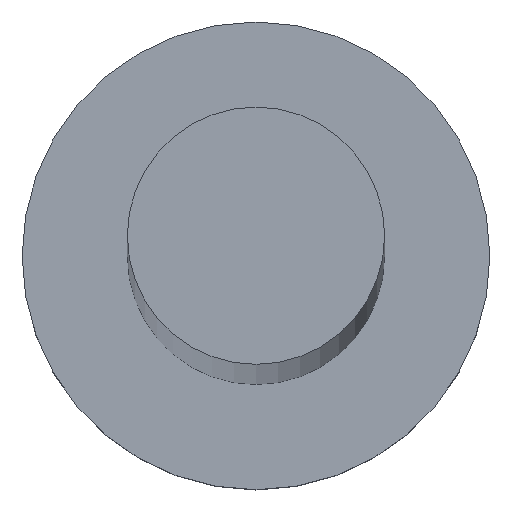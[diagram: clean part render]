
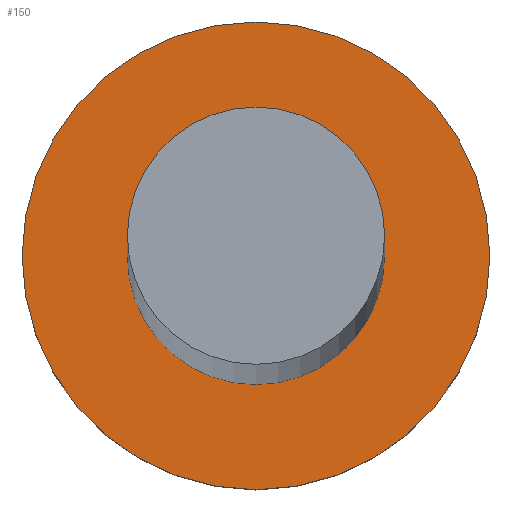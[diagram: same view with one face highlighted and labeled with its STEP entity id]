
A CAD part, top view. The second image highlights one B-rep face of the part: STEP entity #150.
In plain terms, the highlighted planar face has unit normal (0, 0, 1).
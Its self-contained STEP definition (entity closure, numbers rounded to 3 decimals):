
#6 = AXIS2_PLACEMENT_3D ( 'NONE', #67, #105, #214 ) ;
#7 = EDGE_LOOP ( 'NONE', ( #91, #163 ) ) ;
#11 = CARTESIAN_POINT ( 'NONE',  ( 2.75, 0., 3. ) ) ;
#13 = AXIS2_PLACEMENT_3D ( 'NONE', #246, #145, #184 ) ;
#16 = CIRCLE ( 'NONE', #56, 2.75 ) ;
#17 = FACE_BOUND ( 'NONE', #7, .T. ) ;
#21 = DIRECTION ( 'NONE',  ( 1., 0., 0. ) ) ;
#26 = CIRCLE ( 'NONE', #225, 5. ) ;
#34 = EDGE_CURVE ( 'NONE', #196, #72, #240, .T. ) ;
#56 = AXIS2_PLACEMENT_3D ( 'NONE', #191, #115, #102 ) ;
#67 = CARTESIAN_POINT ( 'NONE',  ( 0., 0., 3. ) ) ;
#72 = VERTEX_POINT ( 'NONE', #112 ) ;
#80 = CARTESIAN_POINT ( 'NONE',  ( 0., 0., 3. ) ) ;
#91 = ORIENTED_EDGE ( 'NONE', *, *, #130, .F. ) ;
#93 = CARTESIAN_POINT ( 'NONE',  ( -2.75, 0., 3. ) ) ;
#102 = DIRECTION ( 'NONE',  ( 1., 0., 0. ) ) ;
#103 = FACE_OUTER_BOUND ( 'NONE', #126, .T. ) ;
#105 = DIRECTION ( 'NONE',  ( 0., 0., 1. ) ) ;
#108 = AXIS2_PLACEMENT_3D ( 'NONE', #188, #136, #21 ) ;
#112 = CARTESIAN_POINT ( 'NONE',  ( 5., 0., 3. ) ) ;
#115 = DIRECTION ( 'NONE',  ( 0., 0., 1. ) ) ;
#122 = VERTEX_POINT ( 'NONE', #11 ) ;
#125 = VERTEX_POINT ( 'NONE', #93 ) ;
#126 = EDGE_LOOP ( 'NONE', ( #236, #179 ) ) ;
#130 = EDGE_CURVE ( 'NONE', #125, #122, #192, .T. ) ;
#135 = PLANE ( 'NONE',  #108 ) ;
#136 = DIRECTION ( 'NONE',  ( 0., 0., 1. ) ) ;
#145 = DIRECTION ( 'NONE',  ( 0., 0., 1. ) ) ;
#150 = ADVANCED_FACE ( 'NONE', ( #17, #103 ), #135, .T. ) ;
#155 = DIRECTION ( 'NONE',  ( 0., 0., 1. ) ) ;
#163 = ORIENTED_EDGE ( 'NONE', *, *, #199, .F. ) ;
#179 = ORIENTED_EDGE ( 'NONE', *, *, #248, .T. ) ;
#184 = DIRECTION ( 'NONE',  ( 1., 0., 0. ) ) ;
#188 = CARTESIAN_POINT ( 'NONE',  ( 0., 0., 3. ) ) ;
#191 = CARTESIAN_POINT ( 'NONE',  ( 0., 0., 3. ) ) ;
#192 = CIRCLE ( 'NONE', #13, 2.75 ) ;
#196 = VERTEX_POINT ( 'NONE', #226 ) ;
#199 = EDGE_CURVE ( 'NONE', #122, #125, #16, .T. ) ;
#214 = DIRECTION ( 'NONE',  ( 1., 0., 0. ) ) ;
#225 = AXIS2_PLACEMENT_3D ( 'NONE', #80, #155, #230 ) ;
#226 = CARTESIAN_POINT ( 'NONE',  ( -5., 0., 3. ) ) ;
#230 = DIRECTION ( 'NONE',  ( 1., 0., 0. ) ) ;
#236 = ORIENTED_EDGE ( 'NONE', *, *, #34, .T. ) ;
#240 = CIRCLE ( 'NONE', #6, 5. ) ;
#246 = CARTESIAN_POINT ( 'NONE',  ( 0., 0., 3. ) ) ;
#248 = EDGE_CURVE ( 'NONE', #72, #196, #26, .T. ) ;
